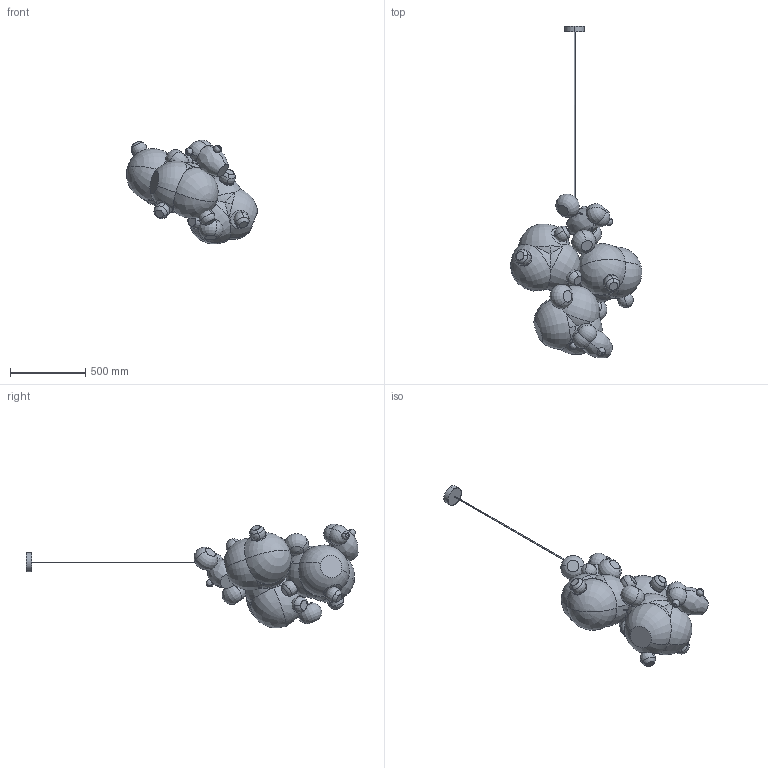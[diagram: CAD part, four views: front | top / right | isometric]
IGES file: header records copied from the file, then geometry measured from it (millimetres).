
Start section: SolidWorks IGES file using analytic representation for surfaces
Global section: file name: KBUBCC - Knotty Bubbles Chandelier - 3 Lg 2 Sm Bubbles 5 Barnacles.IGS; native system: SolidWorks 2015; preprocessor: SolidWorks 2015; author: Design; date: 190718.140037; units: millimetre
Bounding box: 872.25 x 2205.29 x 690.81 mm (x, y, z)
Volume: 135095300.6 mm3; surface area: 2896422 mm2
Topology: 19 solids, 23 shells, 184 faces, 430 edges, 236 vertices
Faces by surface type: revolution 148, plane 30, bspline 6
